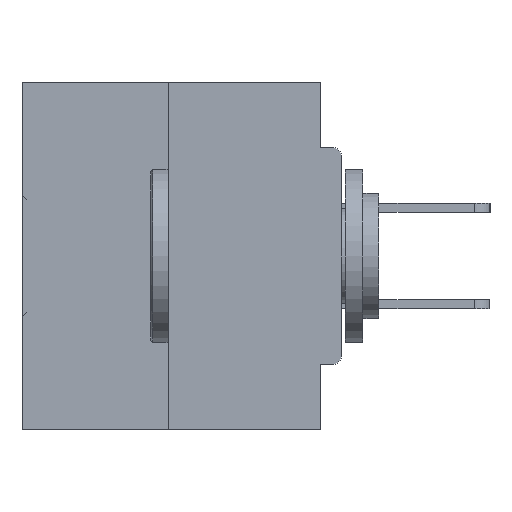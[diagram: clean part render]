
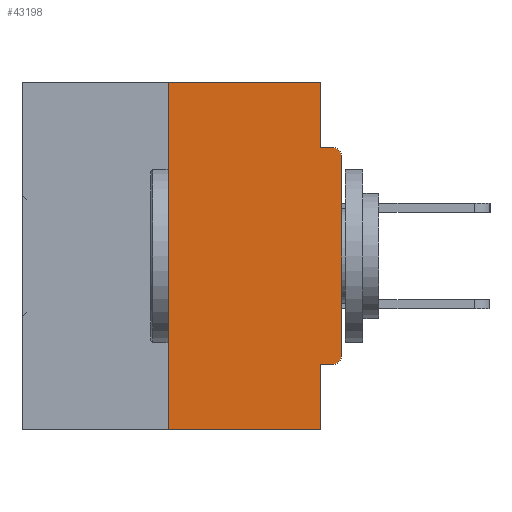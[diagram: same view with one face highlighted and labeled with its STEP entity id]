
A CAD part, left-side view. The second image highlights one B-rep face of the part: STEP entity #43198.
In plain terms, the highlighted planar face has unit normal (-1, 0, 0).
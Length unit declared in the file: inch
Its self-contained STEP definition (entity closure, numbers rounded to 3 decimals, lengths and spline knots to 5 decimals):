
#788 = VERTEX_POINT ( 'NONE', #21952 ) ;
#1103 = VECTOR ( 'NONE', #1756, 39.37008 ) ;
#1663 = VERTEX_POINT ( 'NONE', #32639 ) ;
#1756 = DIRECTION ( 'NONE',  ( 0., 0., -1. ) ) ;
#2200 = EDGE_CURVE ( 'NONE', #30054, #11906, #45779, .T. ) ;
#2616 = ORIENTED_EDGE ( 'NONE', *, *, #2200, .T. ) ;
#3583 = VECTOR ( 'NONE', #9539, 39.37008 ) ;
#3996 = EDGE_CURVE ( 'NONE', #23581, #14843, #24883, .T. ) ;
#5291 = PLANE ( 'NONE',  #30974 ) ;
#5368 = CARTESIAN_POINT ( 'NONE',  ( 0., 0.031, -0.5 ) ) ;
#5594 = VECTOR ( 'NONE', #36676, 39.37008 ) ;
#5693 = ORIENTED_EDGE ( 'NONE', *, *, #3996, .T. ) ;
#7639 = VERTEX_POINT ( 'NONE', #30324 ) ;
#8321 = CARTESIAN_POINT ( 'NONE',  ( 0., 0.031, -0.0935 ) ) ;
#8977 = EDGE_CURVE ( 'NONE', #788, #1663, #37733, .T. ) ;
#9503 = VERTEX_POINT ( 'NONE', #24147 ) ;
#9539 = DIRECTION ( 'NONE',  ( 0., 0., -1. ) ) ;
#10866 = EDGE_CURVE ( 'NONE', #7639, #11906, #36418, .T. ) ;
#10968 = ORIENTED_EDGE ( 'NONE', *, *, #8977, .F. ) ;
#11152 = VERTEX_POINT ( 'NONE', #41585 ) ;
#11479 = CARTESIAN_POINT ( 'NONE',  ( 0., 0., -0.0935 ) ) ;
#11906 = VERTEX_POINT ( 'NONE', #5368 ) ;
#12134 = AXIS2_PLACEMENT_3D ( 'NONE', #16814, #42131, #17251 ) ;
#12456 = CARTESIAN_POINT ( 'NONE',  ( 0., 0., -0.4065 ) ) ;
#13141 = LINE ( 'NONE', #45846, #3583 ) ;
#13488 = CIRCLE ( 'NONE', #12134, 0.015 ) ;
#13832 = VECTOR ( 'NONE', #43968, 39.37008 ) ;
#14843 = VERTEX_POINT ( 'NONE', #41643 ) ;
#14899 = EDGE_LOOP ( 'NONE', ( #10968, #30057, #2616, #45013, #32574, #40512, #5693, #21856, #44906, #31722 ) ) ;
#15008 = FACE_OUTER_BOUND ( 'NONE', #14899, .T. ) ;
#15331 = DIRECTION ( 'NONE',  ( -1., 0., 0. ) ) ;
#16502 = VECTOR ( 'NONE', #41001, 39.37008 ) ;
#16814 = CARTESIAN_POINT ( 'NONE',  ( 0., 0.015, -0.1085 ) ) ;
#17251 = DIRECTION ( 'NONE',  ( 0., 0., -1. ) ) ;
#18750 = VERTEX_POINT ( 'NONE', #8321 ) ;
#18940 = DIRECTION ( 'NONE',  ( 0., 0., -1. ) ) ;
#20615 = VECTOR ( 'NONE', #35787, 39.37008 ) ;
#21856 = ORIENTED_EDGE ( 'NONE', *, *, #30878, .T. ) ;
#21952 = CARTESIAN_POINT ( 'NONE',  ( 0., 0.25, 0. ) ) ;
#22253 = CIRCLE ( 'NONE', #43440, 0.015 ) ;
#23054 = CARTESIAN_POINT ( 'NONE',  ( 0., 0., 0. ) ) ;
#23509 = LINE ( 'NONE', #11479, #5594 ) ;
#23581 = VERTEX_POINT ( 'NONE', #34290 ) ;
#24147 = CARTESIAN_POINT ( 'NONE',  ( 0., 0.015, -0.0935 ) ) ;
#24883 = LINE ( 'NONE', #23054, #16502 ) ;
#25658 = CARTESIAN_POINT ( 'NONE',  ( 0., 0.46, -0.5 ) ) ;
#26014 = CARTESIAN_POINT ( 'NONE',  ( 0., 0.25, 0. ) ) ;
#26782 = DIRECTION ( 'NONE',  ( 1., 0., 0. ) ) ;
#26851 = EDGE_CURVE ( 'NONE', #11152, #23581, #22253, .T. ) ;
#26853 = EDGE_CURVE ( 'NONE', #30054, #788, #41831, .T. ) ;
#27559 = CARTESIAN_POINT ( 'NONE',  ( 0., 0.25, -0.5 ) ) ;
#29010 = EDGE_CURVE ( 'NONE', #11152, #7639, #34957, .T. ) ;
#30054 = VERTEX_POINT ( 'NONE', #27559 ) ;
#30057 = ORIENTED_EDGE ( 'NONE', *, *, #26853, .F. ) ;
#30195 = CARTESIAN_POINT ( 'NONE',  ( 0., 0.46, 0. ) ) ;
#30324 = CARTESIAN_POINT ( 'NONE',  ( 0., 0.031, -0.4065 ) ) ;
#30878 = EDGE_CURVE ( 'NONE', #14843, #9503, #13488, .T. ) ;
#30974 = AXIS2_PLACEMENT_3D ( 'NONE', #30195, #26782, #44270 ) ;
#31673 = CARTESIAN_POINT ( 'NONE',  ( 0., 0.46, 0. ) ) ;
#31722 = ORIENTED_EDGE ( 'NONE', *, *, #45200, .F. ) ;
#32296 = DIRECTION ( 'NONE',  ( 0., -1., 0. ) ) ;
#32574 = ORIENTED_EDGE ( 'NONE', *, *, #29010, .F. ) ;
#32639 = CARTESIAN_POINT ( 'NONE',  ( 0., 0.031, 0. ) ) ;
#32721 = VECTOR ( 'NONE', #37499, 39.37008 ) ;
#34290 = CARTESIAN_POINT ( 'NONE',  ( 0., 0., -0.3915 ) ) ;
#34957 = LINE ( 'NONE', #12456, #32721 ) ;
#35787 = DIRECTION ( 'NONE',  ( 0., -1., 0. ) ) ;
#36418 = LINE ( 'NONE', #44678, #1103 ) ;
#36676 = DIRECTION ( 'NONE',  ( 0., -1., 0. ) ) ;
#37499 = DIRECTION ( 'NONE',  ( 0., 1., 0. ) ) ;
#37733 = LINE ( 'NONE', #31673, #41107 ) ;
#40512 = ORIENTED_EDGE ( 'NONE', *, *, #26851, .T. ) ;
#41001 = DIRECTION ( 'NONE',  ( 0., 0., 1. ) ) ;
#41107 = VECTOR ( 'NONE', #32296, 39.37008 ) ;
#41585 = CARTESIAN_POINT ( 'NONE',  ( 0., 0.015, -0.4065 ) ) ;
#41643 = CARTESIAN_POINT ( 'NONE',  ( 0., 0., -0.1085 ) ) ;
#41831 = LINE ( 'NONE', #26014, #13832 ) ;
#42118 = EDGE_CURVE ( 'NONE', #18750, #9503, #23509, .T. ) ;
#42131 = DIRECTION ( 'NONE',  ( -1., 0., 0. ) ) ;
#43198 = ADVANCED_FACE ( 'NONE', ( #15008 ), #5291, .F. ) ;
#43440 = AXIS2_PLACEMENT_3D ( 'NONE', #43511, #15331, #18940 ) ;
#43511 = CARTESIAN_POINT ( 'NONE',  ( 0., 0.015, -0.3915 ) ) ;
#43968 = DIRECTION ( 'NONE',  ( 0., 0., 1. ) ) ;
#44270 = DIRECTION ( 'NONE',  ( 0., 0., -1. ) ) ;
#44678 = CARTESIAN_POINT ( 'NONE',  ( 0., 0.031, -0.5 ) ) ;
#44906 = ORIENTED_EDGE ( 'NONE', *, *, #42118, .F. ) ;
#45013 = ORIENTED_EDGE ( 'NONE', *, *, #10866, .F. ) ;
#45200 = EDGE_CURVE ( 'NONE', #1663, #18750, #13141, .T. ) ;
#45779 = LINE ( 'NONE', #25658, #20615 ) ;
#45846 = CARTESIAN_POINT ( 'NONE',  ( 0., 0.031, 0. ) ) ;
